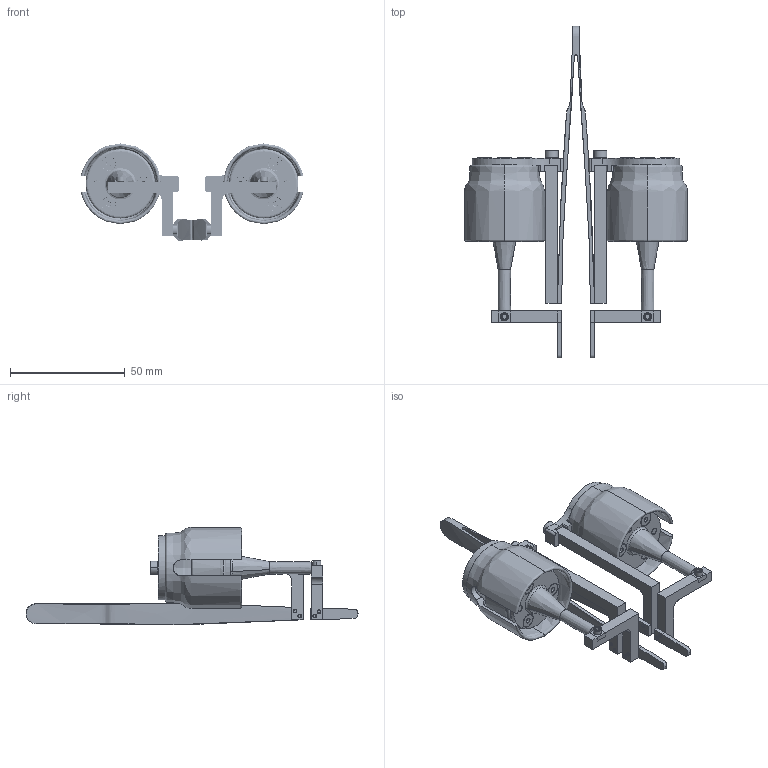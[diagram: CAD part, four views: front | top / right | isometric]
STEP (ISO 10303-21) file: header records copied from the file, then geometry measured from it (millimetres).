
FILE_DESCRIPTION(/* description */ (''),/* implementation_level */ '2;1');
FILE_NAME(/* name */ 'Forceps_v2',/* time_stamp */ '2016-10-24T11:45:04-04:00',/* author */ (''),/* organization */ (''),/* preprocessor_version */ 'ST-DEVELOPER v15',/* originating_system */ '',/* authorisation */ '');
FILE_SCHEMA (('AUTOMOTIVE_DESIGN'));
Products named in the file (1): Document
Bounding box: 96.92 x 144.54 x 42.31 mm (x, y, z)
Volume: 38929.3 mm3; surface area: 45675.7 mm2
Topology: 33 solids, 45 shells, 1764 faces, 4636 edges, 2956 vertices
Faces by surface type: bspline 1518, plane 246
Entity records: 111190 total; most frequent: CARTESIAN_POINT 85305, ORIENTED_EDGE 9216, EDGE_CURVE 4620, VERTEX_POINT 2960, B_SPLINE_CURVE_WITH_KNOTS 2470, EDGE_LOOP 1902, ADVANCED_FACE 1764, FACE_OUTER_BOUND 1764
